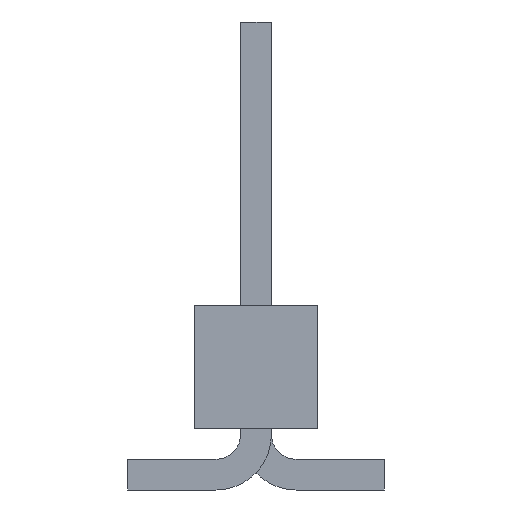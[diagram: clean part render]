
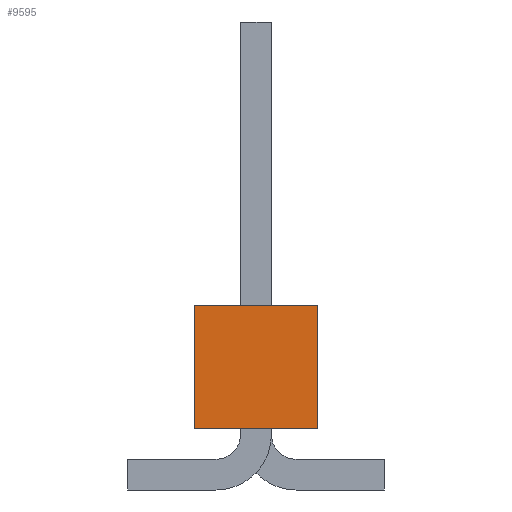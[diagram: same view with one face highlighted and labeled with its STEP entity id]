
A CAD part, left-side view. The second image highlights one B-rep face of the part: STEP entity #9595.
In plain terms, the highlighted planar face has unit normal (-1, 0, 0).
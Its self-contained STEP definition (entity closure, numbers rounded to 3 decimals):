
#1426 = VERTEX_POINT('',#1427);
#1427 = CARTESIAN_POINT('',(-50.8,1.27,-1.27));
#1433 = EDGE_CURVE('',#1426,#1434,#1436,.T.);
#1434 = VERTEX_POINT('',#1435);
#1435 = CARTESIAN_POINT('',(-50.8,1.27,1.27));
#1436 = LINE('',#1437,#1438);
#1437 = CARTESIAN_POINT('',(-50.8,1.27,-1.27));
#1438 = VECTOR('',#1439,1.);
#1439 = DIRECTION('',(0.,0.,1.));
#7810 = VERTEX_POINT('',#7811);
#7811 = CARTESIAN_POINT('',(-50.8,-1.27,1.27));
#7817 = EDGE_CURVE('',#7818,#7810,#7820,.T.);
#7818 = VERTEX_POINT('',#7819);
#7819 = CARTESIAN_POINT('',(-50.8,-1.27,-1.27));
#7820 = LINE('',#7821,#7822);
#7821 = CARTESIAN_POINT('',(-50.8,-1.27,-1.27));
#7822 = VECTOR('',#7823,1.);
#7823 = DIRECTION('',(0.,0.,1.));
#7846 = EDGE_CURVE('',#1426,#7818,#7847,.T.);
#7847 = LINE('',#7848,#7849);
#7848 = CARTESIAN_POINT('',(-50.8,1.27,-1.27));
#7849 = VECTOR('',#7850,1.);
#7850 = DIRECTION('',(0.,-1.,0.));
#9584 = EDGE_CURVE('',#1434,#7810,#9585,.T.);
#9585 = LINE('',#9586,#9587);
#9586 = CARTESIAN_POINT('',(-50.8,1.27,1.27));
#9587 = VECTOR('',#9588,1.);
#9588 = DIRECTION('',(0.,-1.,0.));
#9595 = ADVANCED_FACE('',(#9596),#9602,.F.);
#9596 = FACE_BOUND('',#9597,.T.);
#9597 = EDGE_LOOP('',(#9598,#9599,#9600,#9601));
#9598 = ORIENTED_EDGE('',*,*,#7817,.T.);
#9599 = ORIENTED_EDGE('',*,*,#9584,.F.);
#9600 = ORIENTED_EDGE('',*,*,#1433,.F.);
#9601 = ORIENTED_EDGE('',*,*,#7846,.T.);
#9602 = PLANE('',#9603);
#9603 = AXIS2_PLACEMENT_3D('',#9604,#9605,#9606);
#9604 = CARTESIAN_POINT('',(-50.8,1.27,-1.27));
#9605 = DIRECTION('',(1.,0.,0.));
#9606 = DIRECTION('',(0.,0.,-1.));
